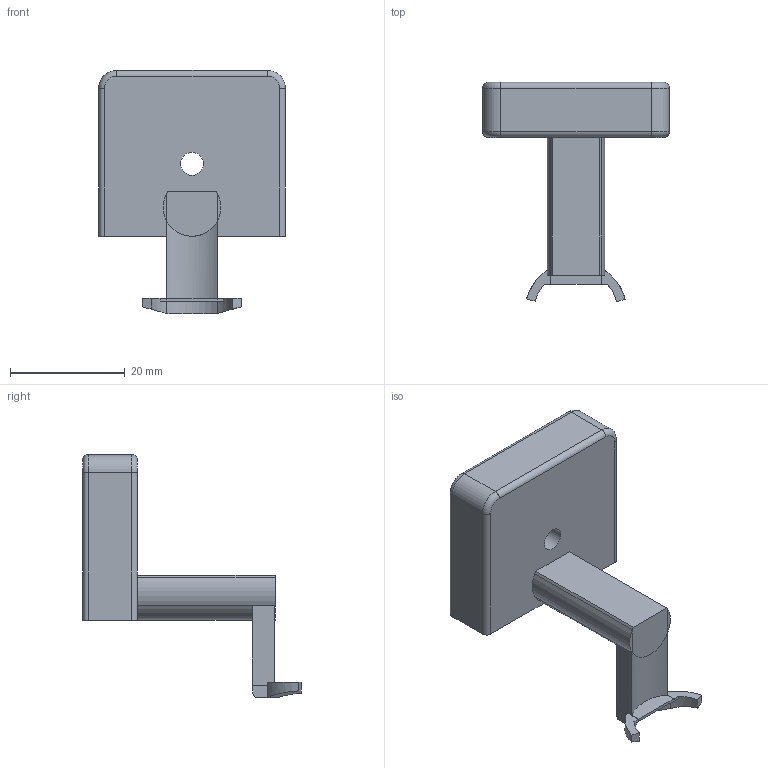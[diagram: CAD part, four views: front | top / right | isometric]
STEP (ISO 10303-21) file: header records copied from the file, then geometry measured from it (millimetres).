
FILE_DESCRIPTION(/* description */ (''),/* implementation_level */ '2;1');
FILE_NAME(/* name */ 'Cxn Base #4 (2nd approach).step',/* time_stamp */ '2024-06-17T20:52:08-04:00',/* author */ (''),/* organization */ (''),/* preprocessor_version */ 'ST-DEVELOPER v20',/* originating_system */ 'Autodesk Translation Framework v12.20.1.177',/* authorisation */ '');
FILE_SCHEMA (('AUTOMOTIVE_DESIGN { 1 0 10303 214 3 1 1 }'));
Length unit declared in the file: millimetre
Products named in the file (1): #2536
Bounding box: 32.54 x 38.11 x 42.34 mm (x, y, z)
Volume: 6565.4 mm3; surface area: 5205.5 mm2
Topology: 8 solids, 8 shells, 79 faces, 188 edges, 125 vertices
Faces by surface type: plane 47, cylinder 22, bspline 6, torus 4
Full cylindrical faces by diameter (mm): 4.014 x1
Entity records: 2540 total; most frequent: CARTESIAN_POINT 614, ORIENTED_EDGE 386, DIRECTION 385, EDGE_CURVE 193, AXIS2_PLACEMENT_3D 131, VERTEX_POINT 130, LINE 123, VECTOR 123
